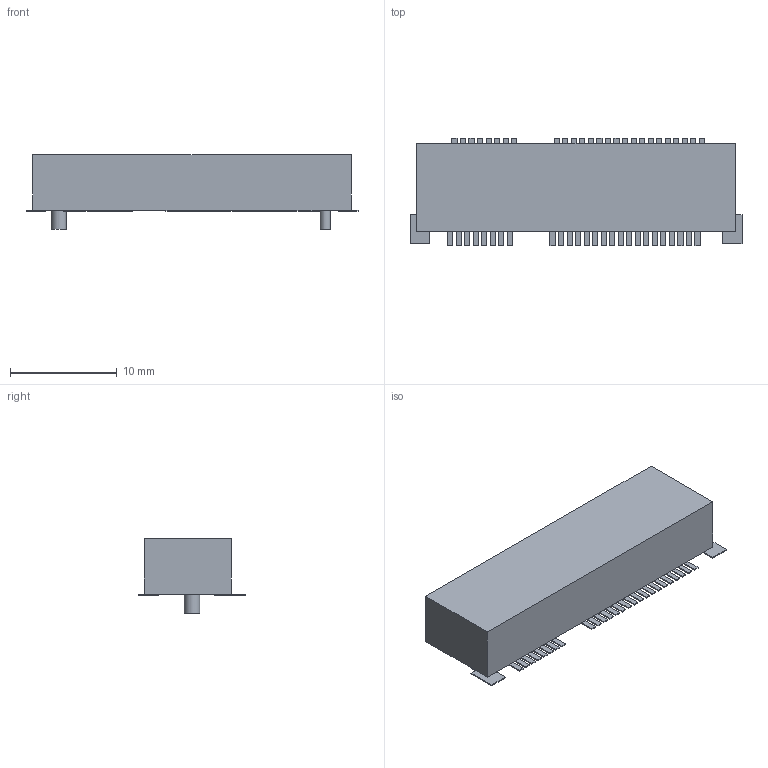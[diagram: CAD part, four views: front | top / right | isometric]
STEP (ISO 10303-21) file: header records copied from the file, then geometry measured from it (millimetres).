
FILE_DESCRIPTION(('FreeCAD Model'),'2;1');
FILE_NAME('632760.1.1.stp','2020-04-09T03:55:10',( 'Author'),(''),'Open CASCADE STEP processor 6.9','FreeCAD','Unknown' );
FILE_SCHEMA(('AUTOMOTIVE_DESIGN { 1 0 10303 214 1 1 1 1 }'));
Length unit declared in the file: millimetre
Products named in the file (4): ASSEMBLY; Body; Pins; Lugs
Assembly tree (4 placements, depth 2):
  ASSEMBLY
    Body
    Pins
    Lugs  x2
Bounding box: 31.14 x 10.08 x 7 mm (x, y, z)
Volume: 1289.1 mm3; surface area: 1063.6 mm2
Topology: 59 solids, 59 shells, 342 faces, 672 edges, 448 vertices
Faces by surface type: plane 338, cylinder 4
Full cylindrical faces by diameter (mm): 0.95 x2, 1.45 x2
Entity records: 17610 total; most frequent: CARTESIAN_POINT 2783, DIRECTION 2684, LINE 1990, VECTOR 1990, ORIENTED_EDGE 1332, PCURVE 1332, DEFINITIONAL_REPRESENTATION 1332, EDGE_CURVE 666
